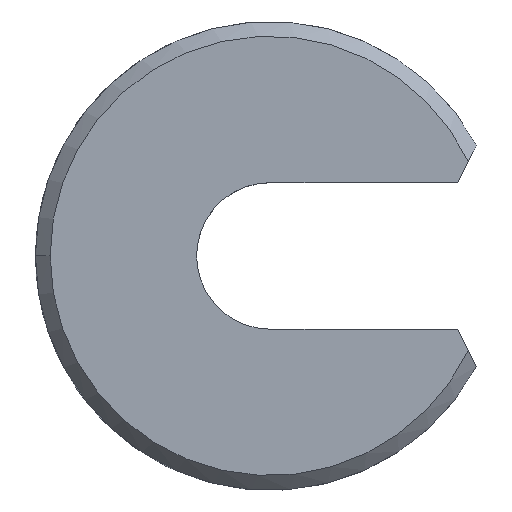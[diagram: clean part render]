
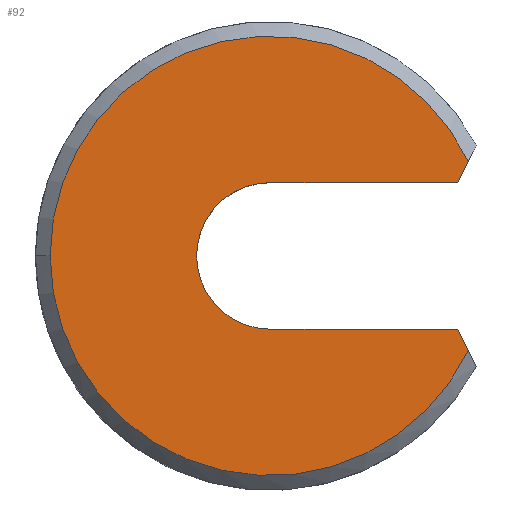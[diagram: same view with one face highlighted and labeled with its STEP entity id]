
A CAD part, top view. The second image highlights one B-rep face of the part: STEP entity #92.
In plain terms, the highlighted planar face has unit normal (0, 0, 1).
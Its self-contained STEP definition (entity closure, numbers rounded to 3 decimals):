
#48 = VERTEX_POINT ( 'NONE', #213 ) ;
#51 = EDGE_CURVE ( 'NONE', #52, #48, #256, .T. ) ;
#52 = VERTEX_POINT ( 'NONE', #192 ) ;
#92 = ADVANCED_FACE ( 'NONE', ( #297 ), #296, .T. ) ;
#93 = ORIENTED_EDGE ( 'NONE', *, *, #96, .F. ) ;
#96 = EDGE_CURVE ( 'NONE', #160, #161, #292, .T. ) ;
#99 = ORIENTED_EDGE ( 'NONE', *, *, #51, .T. ) ;
#100 = ORIENTED_EDGE ( 'NONE', *, *, #105, .F. ) ;
#103 = EDGE_CURVE ( 'NONE', #106, #159, #248, .T. ) ;
#105 = EDGE_CURVE ( 'NONE', #161, #106, #247, .T. ) ;
#106 = VERTEX_POINT ( 'NONE', #239 ) ;
#109 = VERTEX_POINT ( 'NONE', #226 ) ;
#150 = ORIENTED_EDGE ( 'NONE', *, *, #154, .T. ) ;
#151 = EDGE_CURVE ( 'NONE', #109, #52, #376, .T. ) ;
#152 = ORIENTED_EDGE ( 'NONE', *, *, #151, .T. ) ;
#153 = EDGE_LOOP ( 'NONE', ( #93, #150, #152, #99, #157, #156, #100 ) ) ;
#154 = EDGE_CURVE ( 'NONE', #160, #109, #367, .T. ) ;
#155 = EDGE_CURVE ( 'NONE', #48, #159, #363, .T. ) ;
#156 = ORIENTED_EDGE ( 'NONE', *, *, #103, .F. ) ;
#157 = ORIENTED_EDGE ( 'NONE', *, *, #155, .T. ) ;
#159 = VERTEX_POINT ( 'NONE', #372 ) ;
#160 = VERTEX_POINT ( 'NONE', #359 ) ;
#161 = VERTEX_POINT ( 'NONE', #358 ) ;
#177 = AXIS2_PLACEMENT_3D ( 'NONE', #293, #299, #291 ) ;
#187 = DIRECTION ( 'NONE',  ( 1., 0., 0. ) ) ;
#188 = DIRECTION ( 'NONE',  ( 0., 0., 1. ) ) ;
#192 = CARTESIAN_POINT ( 'NONE',  ( -7.5, 0., 0. ) ) ;
#212 = AXIS2_PLACEMENT_3D ( 'NONE', #254, #188, #187 ) ;
#213 = CARTESIAN_POINT ( 'NONE',  ( 6.774, -3.219, 0. ) ) ;
#226 = CARTESIAN_POINT ( 'NONE',  ( 6.774, 3.219, 0. ) ) ;
#228 = DIRECTION ( 'NONE',  ( 1., 0., 0. ) ) ;
#229 = DIRECTION ( 'NONE',  ( 0., 0., 1. ) ) ;
#235 = AXIS2_PLACEMENT_3D ( 'NONE', #241, #229, #228 ) ;
#236 = DIRECTION ( 'NONE',  ( 1., 0., 0. ) ) ;
#237 = VECTOR ( 'NONE', #236, 1000. ) ;
#238 = CARTESIAN_POINT ( 'NONE',  ( 8., -2.5, 0. ) ) ;
#239 = CARTESIAN_POINT ( 'NONE',  ( 0., -2.5, 0. ) ) ;
#241 = CARTESIAN_POINT ( 'NONE',  ( 0., 0., 0. ) ) ;
#247 = CIRCLE ( 'NONE', #235, 2.5 ) ;
#248 = LINE ( 'NONE', #238, #237 ) ;
#250 = DIRECTION ( 'NONE',  ( -1., 0., 0. ) ) ;
#251 = VECTOR ( 'NONE', #250, 1000. ) ;
#252 = CARTESIAN_POINT ( 'NONE',  ( 0., 2.5, 0. ) ) ;
#254 = CARTESIAN_POINT ( 'NONE',  ( 0., 0., 0. ) ) ;
#256 = CIRCLE ( 'NONE', #212, 7.5 ) ;
#291 = DIRECTION ( 'NONE',  ( 1., 0., 0. ) ) ;
#292 = LINE ( 'NONE', #252, #251 ) ;
#293 = CARTESIAN_POINT ( 'NONE',  ( 0., 0., 0. ) ) ;
#296 = PLANE ( 'NONE',  #177 ) ;
#297 = FACE_OUTER_BOUND ( 'NONE', #153, .T. ) ;
#299 = DIRECTION ( 'NONE',  ( 0., 0., 1. ) ) ;
#358 = CARTESIAN_POINT ( 'NONE',  ( 0., 2.5, 0. ) ) ;
#359 = CARTESIAN_POINT ( 'NONE',  ( 6.411, 2.5, 0. ) ) ;
#360 = DIRECTION ( 'NONE',  ( -0.451, 0.893, 0. ) ) ;
#361 = VECTOR ( 'NONE', #360, 1000. ) ;
#362 = CARTESIAN_POINT ( 'NONE',  ( 4.103, 2.072, 0. ) ) ;
#363 = LINE ( 'NONE', #362, #361 ) ;
#364 = DIRECTION ( 'NONE',  ( 0.451, 0.893, 0. ) ) ;
#365 = VECTOR ( 'NONE', #364, 1000. ) ;
#366 = CARTESIAN_POINT ( 'NONE',  ( 4.103, -2.072, 0. ) ) ;
#367 = LINE ( 'NONE', #366, #365 ) ;
#368 = DIRECTION ( 'NONE',  ( 1., 0., 0. ) ) ;
#369 = DIRECTION ( 'NONE',  ( 0., 0., 1. ) ) ;
#370 = CARTESIAN_POINT ( 'NONE',  ( 0., 0., 0. ) ) ;
#371 = AXIS2_PLACEMENT_3D ( 'NONE', #370, #369, #368 ) ;
#372 = CARTESIAN_POINT ( 'NONE',  ( 6.411, -2.5, 0. ) ) ;
#376 = CIRCLE ( 'NONE', #371, 7.5 ) ;
